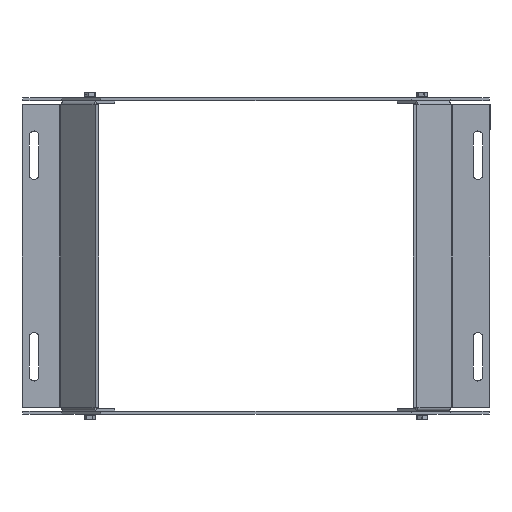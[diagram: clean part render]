
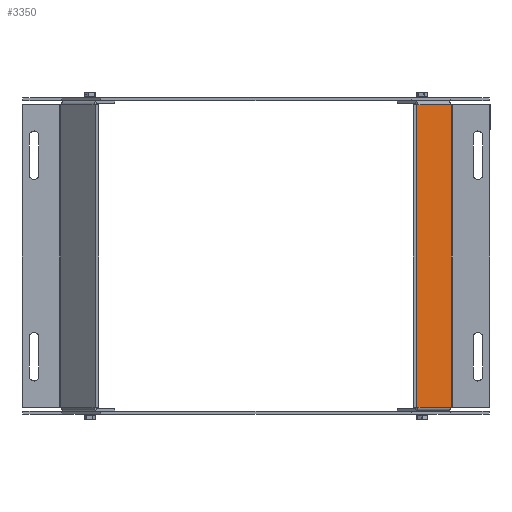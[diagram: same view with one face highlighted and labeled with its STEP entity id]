
A CAD part, front view. The second image highlights one B-rep face of the part: STEP entity #3350.
In plain terms, the highlighted face is planar.
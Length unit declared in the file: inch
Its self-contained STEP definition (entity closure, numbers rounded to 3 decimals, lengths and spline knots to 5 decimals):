
#275=PLANE('',#3616);
#414=FACE_OUTER_BOUND('',#645,.T.);
#645=EDGE_LOOP('',(#2685,#2686,#2687,#2688,#2689,#2690,#2691,#2692,#2693,
#2694,#2695,#2696));
#946=LINE('',#5231,#1222);
#962=LINE('',#5272,#1238);
#963=LINE('',#5275,#1239);
#964=LINE('',#5277,#1240);
#965=LINE('',#5279,#1241);
#966=LINE('',#5281,#1242);
#967=LINE('',#5282,#1243);
#968=LINE('',#5284,#1244);
#969=LINE('',#5286,#1245);
#970=LINE('',#5288,#1246);
#971=LINE('',#5290,#1247);
#972=LINE('',#5291,#1248);
#1222=VECTOR('',#4256,7.7891);
#1238=VECTOR('',#4298,7.7891);
#1239=VECTOR('',#4301,0.05015);
#1240=VECTOR('',#4302,0.0002);
#1241=VECTOR('',#4303,1.1875);
#1242=VECTOR('',#4304,0.0002);
#1243=VECTOR('',#4305,0.05015);
#1244=VECTOR('',#4306,0.05015);
#1245=VECTOR('',#4307,0.0002);
#1246=VECTOR('',#4308,1.1875);
#1247=VECTOR('',#4309,0.0002);
#1248=VECTOR('',#4310,0.05015);
#1624=VERTEX_POINT('',#5216);
#1625=VERTEX_POINT('',#5220);
#1636=VERTEX_POINT('',#5257);
#1637=VERTEX_POINT('',#5261);
#1639=VERTEX_POINT('',#5274);
#1640=VERTEX_POINT('',#5276);
#1641=VERTEX_POINT('',#5278);
#1642=VERTEX_POINT('',#5280);
#1643=VERTEX_POINT('',#5283);
#1644=VERTEX_POINT('',#5285);
#1645=VERTEX_POINT('',#5287);
#1646=VERTEX_POINT('',#5289);
#1992=EDGE_CURVE('',#1624,#1625,#946,.T.);
#2012=EDGE_CURVE('',#1636,#1637,#962,.T.);
#2013=EDGE_CURVE('',#1625,#1639,#963,.T.);
#2014=EDGE_CURVE('',#1639,#1640,#964,.T.);
#2015=EDGE_CURVE('',#1640,#1641,#965,.T.);
#2016=EDGE_CURVE('',#1641,#1642,#966,.T.);
#2017=EDGE_CURVE('',#1642,#1636,#967,.T.);
#2018=EDGE_CURVE('',#1637,#1643,#968,.T.);
#2019=EDGE_CURVE('',#1643,#1644,#969,.T.);
#2020=EDGE_CURVE('',#1644,#1645,#970,.T.);
#2021=EDGE_CURVE('',#1645,#1646,#971,.T.);
#2022=EDGE_CURVE('',#1646,#1624,#972,.T.);
#2685=ORIENTED_EDGE('',*,*,#1992,.T.);
#2686=ORIENTED_EDGE('',*,*,#2013,.T.);
#2687=ORIENTED_EDGE('',*,*,#2014,.T.);
#2688=ORIENTED_EDGE('',*,*,#2015,.T.);
#2689=ORIENTED_EDGE('',*,*,#2016,.T.);
#2690=ORIENTED_EDGE('',*,*,#2017,.T.);
#2691=ORIENTED_EDGE('',*,*,#2012,.T.);
#2692=ORIENTED_EDGE('',*,*,#2018,.T.);
#2693=ORIENTED_EDGE('',*,*,#2019,.T.);
#2694=ORIENTED_EDGE('',*,*,#2020,.T.);
#2695=ORIENTED_EDGE('',*,*,#2021,.T.);
#2696=ORIENTED_EDGE('',*,*,#2022,.T.);
#3350=ADVANCED_FACE('',(#414),#275,.T.);
#3616=AXIS2_PLACEMENT_3D('',#5273,#4299,#4300);
#4256=DIRECTION('',(0.,-1.,0.));
#4298=DIRECTION('',(0.,1.,0.));
#4299=DIRECTION('center_axis',(0.,0.,1.));
#4300=DIRECTION('ref_axis',(1.,0.,0.));
#4301=DIRECTION('',(1.,0.,0.));
#4302=DIRECTION('',(0.,-1.,0.));
#4303=DIRECTION('',(1.,0.,0.));
#4304=DIRECTION('',(0.,1.,0.));
#4305=DIRECTION('',(1.,0.,0.));
#4306=DIRECTION('',(-1.,0.,0.));
#4307=DIRECTION('',(0.,1.,0.));
#4308=DIRECTION('',(-1.,0.,0.));
#4309=DIRECTION('',(0.,-1.,0.));
#4310=DIRECTION('',(-1.,0.,0.));
#5216=CARTESIAN_POINT('',(-0.6439,3.89455,0.074));
#5220=CARTESIAN_POINT('',(-0.6439,-3.89455,0.074));
#5231=CARTESIAN_POINT('',(-0.6439,-1.94728,0.074));
#5257=CARTESIAN_POINT('',(0.6439,-3.89455,0.074));
#5261=CARTESIAN_POINT('',(0.6439,3.89455,0.074));
#5272=CARTESIAN_POINT('',(0.6439,1.94728,0.074));
#5273=CARTESIAN_POINT('Origin',(0.,0.,
0.074));
#5274=CARTESIAN_POINT('',(-0.59375,-3.89455,0.074));
#5275=CARTESIAN_POINT('',(-0.34375,-3.89455,0.074));
#5276=CARTESIAN_POINT('',(-0.59375,-3.89475,0.074));
#5277=CARTESIAN_POINT('',(-0.59375,-1.94728,0.074));
#5278=CARTESIAN_POINT('',(0.59375,-3.89475,0.074));
#5279=CARTESIAN_POINT('',(-0.34375,-3.89475,0.074));
#5280=CARTESIAN_POINT('',(0.59375,-3.89455,0.074));
#5281=CARTESIAN_POINT('',(0.59375,-1.963,0.074));
#5282=CARTESIAN_POINT('',(0.29688,-3.89455,0.074));
#5283=CARTESIAN_POINT('',(0.59375,3.89455,0.074));
#5284=CARTESIAN_POINT('',(0.34375,3.89455,0.074));
#5285=CARTESIAN_POINT('',(0.59375,3.89475,0.074));
#5286=CARTESIAN_POINT('',(0.59375,1.94728,0.074));
#5287=CARTESIAN_POINT('',(-0.59375,3.89475,0.074));
#5288=CARTESIAN_POINT('',(0.34375,3.89475,0.074));
#5289=CARTESIAN_POINT('',(-0.59375,3.89455,0.074));
#5290=CARTESIAN_POINT('',(-0.59375,1.963,0.074));
#5291=CARTESIAN_POINT('',(-0.29688,3.89455,0.074));
